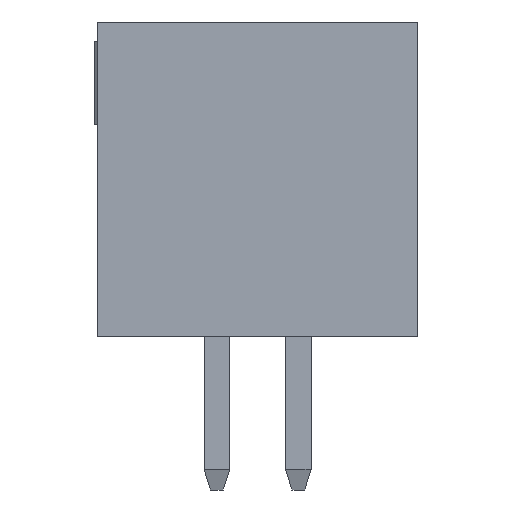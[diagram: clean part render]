
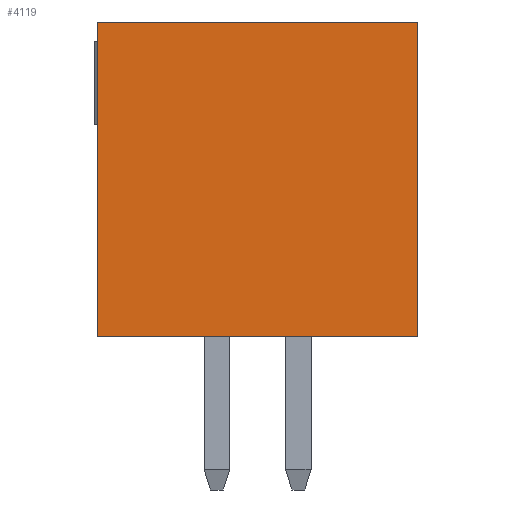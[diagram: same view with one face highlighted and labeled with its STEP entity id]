
A CAD part, left-side view. The second image highlights one B-rep face of the part: STEP entity #4119.
In plain terms, the highlighted face is planar.
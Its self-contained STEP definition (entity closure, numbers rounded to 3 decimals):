
#192=FACE_OUTER_BOUND('',#398,.T.);
#398=EDGE_LOOP('',(#3176,#3177,#3178,#3179));
#496=LINE('',#5444,#1056);
#731=LINE('',#5913,#1291);
#769=LINE('',#5975,#1329);
#872=LINE('',#6180,#1432);
#1056=VECTOR('',#4461,1000.);
#1291=VECTOR('',#4830,1000.);
#1329=VECTOR('',#4870,1000.);
#1432=VECTOR('',#5025,1000.);
#1616=VERTEX_POINT('',#5441);
#1617=VERTEX_POINT('',#5443);
#1784=VERTEX_POINT('',#5911);
#1807=VERTEX_POINT('',#5973);
#1976=EDGE_CURVE('',#1617,#1616,#496,.T.);
#2211=EDGE_CURVE('',#1616,#1784,#731,.T.);
#2249=EDGE_CURVE('',#1807,#1784,#769,.T.);
#2352=EDGE_CURVE('',#1617,#1807,#872,.T.);
#3176=ORIENTED_EDGE('',*,*,#2249,.F.);
#3177=ORIENTED_EDGE('',*,*,#2352,.F.);
#3178=ORIENTED_EDGE('',*,*,#1976,.T.);
#3179=ORIENTED_EDGE('',*,*,#2211,.T.);
#3749=PLANE('',#4338);
#4119=ADVANCED_FACE('',(#192),#3749,.T.);
#4338=AXIS2_PLACEMENT_3D('',#6183,#5029,#5030);
#4461=DIRECTION('',(0.,0.,-1.));
#4830=DIRECTION('',(0.,1.,0.));
#4870=DIRECTION('',(0.,0.,-1.));
#5025=DIRECTION('',(0.,1.,0.));
#5029=DIRECTION('center_axis',(1.,0.,0.));
#5030=DIRECTION('ref_axis',(0.,0.,-1.));
#5441=CARTESIAN_POINT('',(7.62,-2.5,-2.45));
#5443=CARTESIAN_POINT('',(7.62,-2.5,2.45));
#5444=CARTESIAN_POINT('',(7.62,-2.5,2.45));
#5911=CARTESIAN_POINT('',(7.62,2.5,-2.45));
#5913=CARTESIAN_POINT('',(7.62,-2.5,-2.45));
#5973=CARTESIAN_POINT('',(7.62,2.5,2.45));
#5975=CARTESIAN_POINT('',(7.62,2.5,2.45));
#6180=CARTESIAN_POINT('',(7.62,-2.5,2.45));
#6183=CARTESIAN_POINT('Origin',(7.62,-2.5,2.45));
